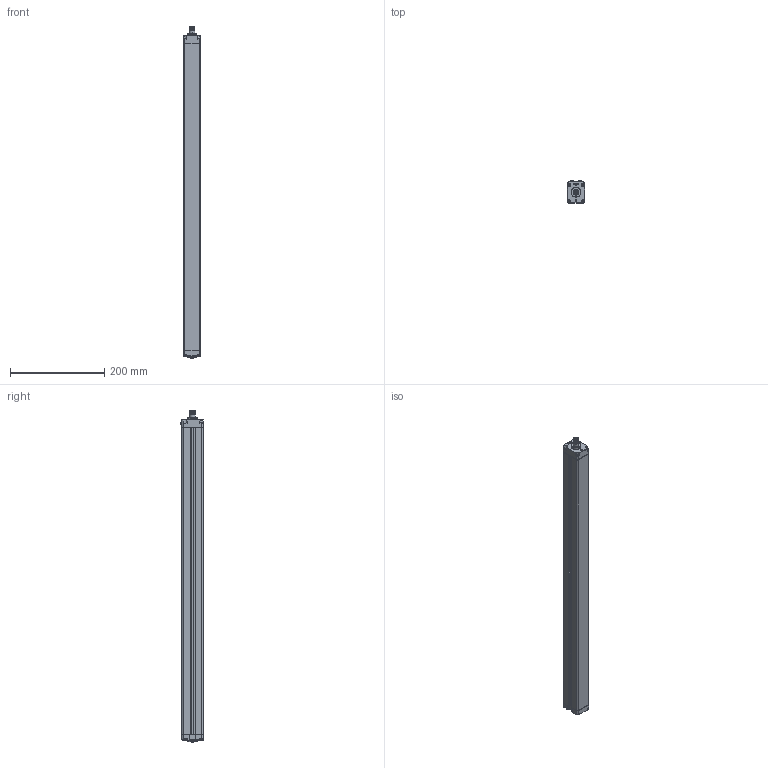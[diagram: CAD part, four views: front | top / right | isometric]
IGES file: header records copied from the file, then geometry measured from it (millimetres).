
Start section:  PTC IGES file: 157325.igs
Global section: file name: 157325.igs; native system: Pro/ENGINEER by Parametric Technology Corporation; preprocessor: 2009141; author: banengservice; organization: Unknown; date: 20110303.113428; units: inch
Bounding box: 36 x 47.41 x 702.8 mm (x, y, z)
Volume: 434740.4 mm3; surface area: 259836.4 mm2
Topology: 1 solids, 3 shells, 1003 faces, 2612 edges, 1637 vertices
Faces by surface type: revolution 505, bspline 498
